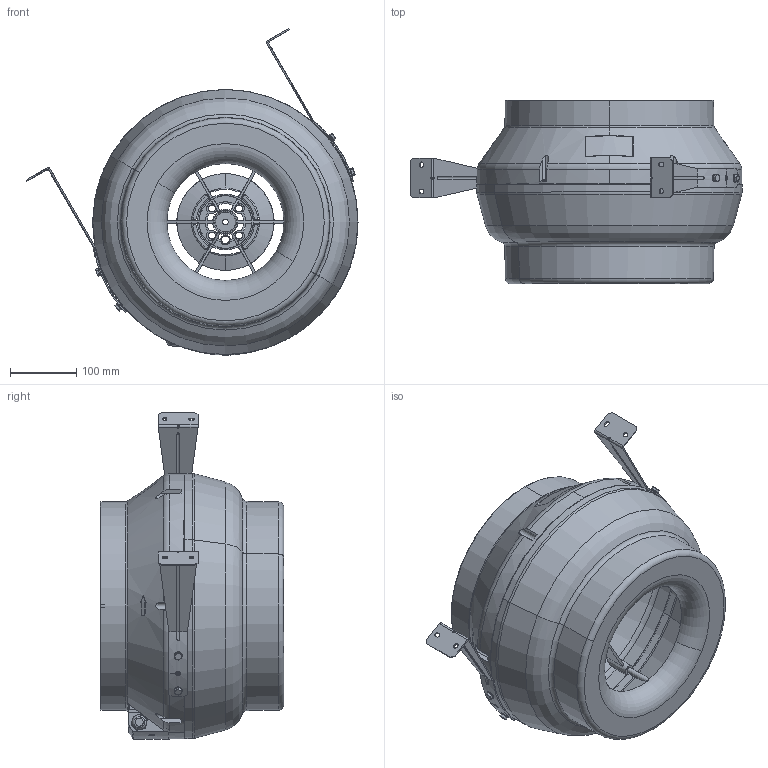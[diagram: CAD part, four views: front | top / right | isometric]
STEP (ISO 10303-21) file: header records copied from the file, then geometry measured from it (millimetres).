
FILE_DESCRIPTION (( 'STEP AP203' ), '1' );
FILE_NAME ('VK315.STEP', '2015-04-23T07:20:19', ( 'KB7' ), ( '' ), 'SwSTEP 2.0', 'SolidWorks 2013', '' );
FILE_SCHEMA (( 'CONFIG_CONTROL_DESIGN' ));
Length unit declared in the file: millimetre
Products named in the file (1): VK315
Bounding box: 500.76 x 276.56 x 493.15 mm (x, y, z)
Surface area: 862315.9 mm2 (no closed solid volume)
Topology: 0 solids, 37 shells, 685 faces, 2523 edges, 1776 vertices
Faces by surface type: plane 260, cylinder 163, cone 116, torus 86, bspline 42, sphere 18
Entity records: 33462 total; most frequent: CARTESIAN_POINT 13485, ORIENTED_EDGE 3979, DIRECTION 3940, EDGE_CURVE 2519, VERTEX_POINT 1776, AXIS2_PLACEMENT_3D 1554, CIRCLE 910, LINE 832
